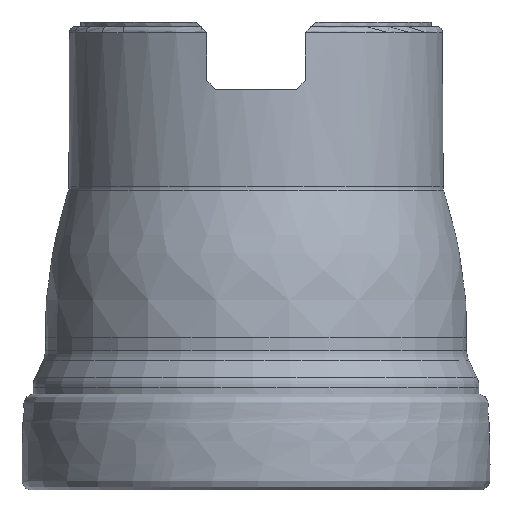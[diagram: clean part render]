
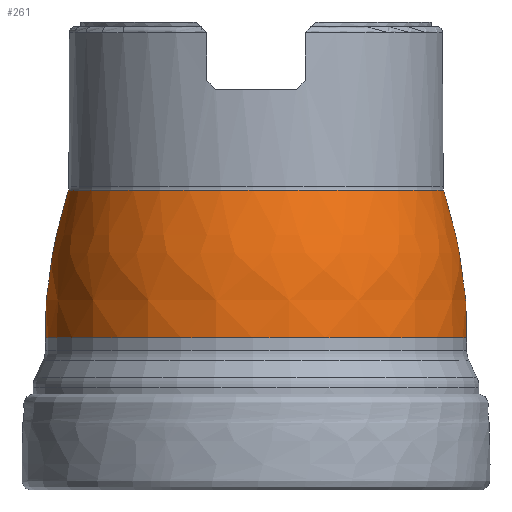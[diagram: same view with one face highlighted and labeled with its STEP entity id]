
A CAD part, front view. The second image highlights one B-rep face of the part: STEP entity #261.
In plain terms, the highlighted face is a revolution surface.
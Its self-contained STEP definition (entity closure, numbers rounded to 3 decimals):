
#98=SURFACE_OF_REVOLUTION('',#233,#99);
#99=AXIS1_PLACEMENT('',#1494,#1173);
#233=B_SPLINE_CURVE_WITH_KNOTS('',3,(#1490,#1491,#1492,#1493),
 .UNSPECIFIED.,.F.,.F.,(4,4),(0.,1.),.UNSPECIFIED.);
#261=ADVANCED_FACE('CN_SU3',(#340,#341),#98,.T.);
#340=FACE_BOUND('',#397,.T.);
#341=FACE_BOUND('',#398,.T.);
#397=EDGE_LOOP('',(#492));
#398=EDGE_LOOP('',(#493));
#492=ORIENTED_EDGE('',*,*,#712,.F.);
#493=ORIENTED_EDGE('',*,*,#734,.T.);
#641=VERTEX_POINT('',#1433);
#661=VERTEX_POINT('',#1488);
#712=EDGE_CURVE('',#641,#641,#802,.T.);
#734=EDGE_CURVE('',#661,#661,#816,.T.);
#802=CIRCLE('',#963,18.);
#816=CIRCLE('',#994,16.041);
#963=AXIS2_PLACEMENT_3D('',#1432,#1103,#1104);
#994=AXIS2_PLACEMENT_3D('',#1487,#1169,#1170);
#1103=DIRECTION('',(0.,0.,-1.));
#1104=DIRECTION('',(-0.158,0.987,0.));
#1169=DIRECTION('',(0.,0.,-1.));
#1170=DIRECTION('',(-0.158,0.987,0.));
#1173=DIRECTION('',(0.,0.,-1.));
#1432=CARTESIAN_POINT('',(0.,0.,-27.));
#1433=CARTESIAN_POINT('',(-2.85,17.773,-27.));
#1487=CARTESIAN_POINT('',(0.,0.,
-14.384));
#1488=CARTESIAN_POINT('',(-2.539,15.839,-14.384));
#1490=CARTESIAN_POINT('',(-16.041,0.,-14.384));
#1491=CARTESIAN_POINT('',(-17.864,0.,-20.541));
#1492=CARTESIAN_POINT('',(-18.,0.,-22.725));
#1493=CARTESIAN_POINT('',(-18.,0.,-27.));
#1494=CARTESIAN_POINT('',(0.,0.,
15.195));
